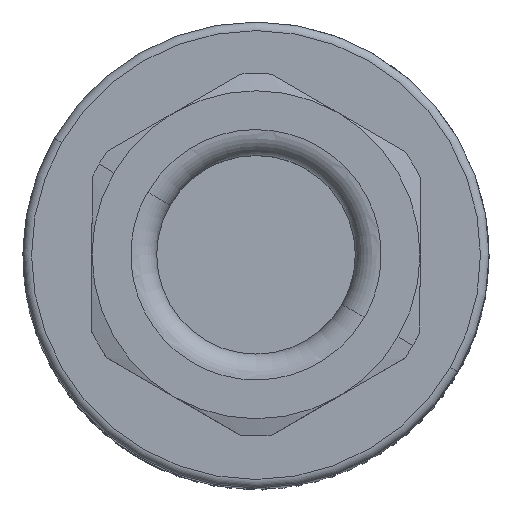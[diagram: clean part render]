
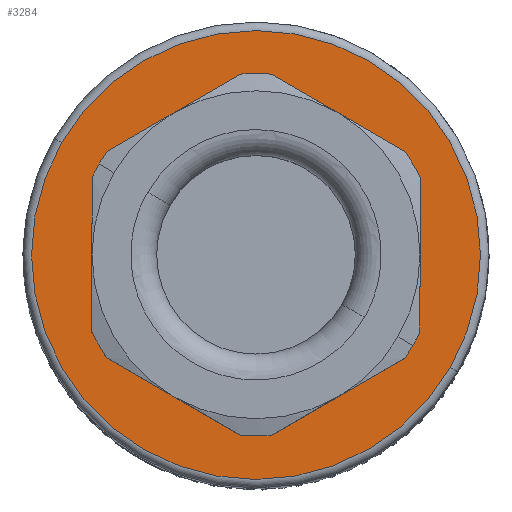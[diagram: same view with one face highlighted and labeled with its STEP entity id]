
A CAD part, top view. The second image highlights one B-rep face of the part: STEP entity #3284.
In plain terms, the highlighted planar face has unit normal (0, 0, 1).
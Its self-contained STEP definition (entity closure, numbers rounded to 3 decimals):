
#3097=AXIS2_PLACEMENT_3D('Circle Axis2P3D',#3095,#3096,$) ;
#3163=AXIS2_PLACEMENT_3D('Circle Axis2P3D',#3161,#3162,$) ;
#3218=AXIS2_PLACEMENT_3D('Plane Axis2P3D',#3215,#3216,#3217) ;
#3092=CARTESIAN_POINT('Vertex',(2.246,20.007,75.335)) ;
#3095=CARTESIAN_POINT('Axis2P3D Location',(13.5,13.5,75.335)) ;
#3099=CARTESIAN_POINT('Vertex',(24.754,6.993,75.335)) ;
#3161=CARTESIAN_POINT('Axis2P3D Location',(13.5,13.5,75.335)) ;
#3215=CARTESIAN_POINT('Axis2P3D Location',(13.5,13.5,75.335)) ;
#3225=CARTESIAN_POINT('Control Point',(5.449,18.155,75.335)) ;
#3226=CARTESIAN_POINT('Control Point',(5.897,18.931,75.335)) ;
#3227=CARTESIAN_POINT('Control Point',(6.44,19.653,75.335)) ;
#3228=CARTESIAN_POINT('Control Point',(7.067,20.306,75.335)) ;
#3229=CARTESIAN_POINT('Control Point',(8.465,21.448,75.335)) ;
#3230=CARTESIAN_POINT('Control Point',(10.095,22.224,75.335)) ;
#3231=CARTESIAN_POINT('Control Point',(10.954,22.512,75.335)) ;
#3232=CARTESIAN_POINT('Control Point',(12.722,22.876,75.335)) ;
#3233=CARTESIAN_POINT('Control Point',(14.527,22.809,75.335)) ;
#3234=CARTESIAN_POINT('Control Point',(15.421,22.666,75.335)) ;
#3235=CARTESIAN_POINT('Control Point',(17.157,22.168,75.335)) ;
#3236=CARTESIAN_POINT('Control Point',(18.725,21.272,75.335)) ;
#3237=CARTESIAN_POINT('Control Point',(19.451,20.732,75.335)) ;
#3238=CARTESIAN_POINT('Control Point',(20.758,19.486,75.335)) ;
#3239=CARTESIAN_POINT('Control Point',(21.732,17.966,75.335)) ;
#3240=CARTESIAN_POINT('Control Point',(22.125,17.15,75.335)) ;
#3241=CARTESIAN_POINT('Control Point',(22.706,15.44,75.335)) ;
#3242=CARTESIAN_POINT('Control Point',(22.864,13.642,75.335)) ;
#3243=CARTESIAN_POINT('Control Point',(22.834,12.737,75.335)) ;
#3244=CARTESIAN_POINT('Control Point',(22.623,11.382,75.335)) ;
#3245=CARTESIAN_POINT('Control Point',(22.173,10.094,75.335)) ;
#3246=CARTESIAN_POINT('Control Point',(21.992,9.665,75.335)) ;
#3247=CARTESIAN_POINT('Control Point',(21.784,9.248,75.335)) ;
#3248=CARTESIAN_POINT('Control Point',(21.551,8.845,75.335)) ;
#3249=CARTESIAN_POINT('Vertex',(5.449,18.155,75.335)) ;
#3251=CARTESIAN_POINT('Vertex',(21.551,8.845,75.335)) ;
#3255=CARTESIAN_POINT('Control Point',(21.551,8.845,75.335)) ;
#3256=CARTESIAN_POINT('Control Point',(21.103,8.069,75.335)) ;
#3257=CARTESIAN_POINT('Control Point',(20.56,7.347,75.335)) ;
#3258=CARTESIAN_POINT('Control Point',(19.933,6.694,75.335)) ;
#3259=CARTESIAN_POINT('Control Point',(18.535,5.552,75.335)) ;
#3260=CARTESIAN_POINT('Control Point',(16.905,4.776,75.335)) ;
#3261=CARTESIAN_POINT('Control Point',(16.046,4.488,75.335)) ;
#3262=CARTESIAN_POINT('Control Point',(14.278,4.124,75.335)) ;
#3263=CARTESIAN_POINT('Control Point',(12.473,4.191,75.335)) ;
#3264=CARTESIAN_POINT('Control Point',(11.579,4.334,75.335)) ;
#3265=CARTESIAN_POINT('Control Point',(9.843,4.832,75.335)) ;
#3266=CARTESIAN_POINT('Control Point',(8.275,5.728,75.335)) ;
#3267=CARTESIAN_POINT('Control Point',(7.549,6.268,75.335)) ;
#3268=CARTESIAN_POINT('Control Point',(6.242,7.514,75.335)) ;
#3269=CARTESIAN_POINT('Control Point',(5.268,9.034,75.335)) ;
#3270=CARTESIAN_POINT('Control Point',(4.875,9.85,75.335)) ;
#3271=CARTESIAN_POINT('Control Point',(4.294,11.56,75.335)) ;
#3272=CARTESIAN_POINT('Control Point',(4.136,13.358,75.335)) ;
#3273=CARTESIAN_POINT('Control Point',(4.166,14.263,75.335)) ;
#3274=CARTESIAN_POINT('Control Point',(4.377,15.618,75.335)) ;
#3275=CARTESIAN_POINT('Control Point',(4.827,16.906,75.335)) ;
#3276=CARTESIAN_POINT('Control Point',(5.008,17.335,75.335)) ;
#3277=CARTESIAN_POINT('Control Point',(5.216,17.752,75.335)) ;
#3278=CARTESIAN_POINT('Control Point',(5.449,18.155,75.335)) ;
#3096=DIRECTION('Axis2P3D Direction',(0.,0.,1.)) ;
#3162=DIRECTION('Axis2P3D Direction',(0.,0.,1.)) ;
#3216=DIRECTION('Axis2P3D Direction',(0.,0.,1.)) ;
#3217=DIRECTION('Axis2P3D XDirection',(-0.501,-0.866,0.)) ;
#3221=ORIENTED_EDGE('',*,*,#3165,.T.) ;
#3222=ORIENTED_EDGE('',*,*,#3101,.T.) ;
#3281=ORIENTED_EDGE('',*,*,#3253,.T.) ;
#3282=ORIENTED_EDGE('',*,*,#3279,.T.) ;
#3283=FACE_BOUND('',#3280,.T.) ;
#3284=ADVANCED_FACE('Hauptkoerper',(#3223,#3283),#3219,.T.) ;
#3224=B_SPLINE_CURVE_WITH_KNOTS('',5,(#3225,#3226,#3227,#3228,#3229,#3230,#3231,#3232,#3233,#3234,#3235,#3236,#3237,#3238,#3239,#3240,#3241,#3242,#3243,#3244,#3245,#3246,#3247,#3248),.UNSPECIFIED.,.F.,.U.,(6,3,3,3,3,3,3,6),(0.,6.338,12.677,19.015,25.354,31.692,38.03,41.318),.UNSPECIFIED.) ;
#3254=B_SPLINE_CURVE_WITH_KNOTS('',5,(#3255,#3256,#3257,#3258,#3259,#3260,#3261,#3262,#3263,#3264,#3265,#3266,#3267,#3268,#3269,#3270,#3271,#3272,#3273,#3274,#3275,#3276,#3277,#3278),.UNSPECIFIED.,.F.,.U.,(6,3,3,3,3,3,3,6),(0.,6.338,12.677,19.015,25.354,31.692,38.03,41.318),.UNSPECIFIED.) ;
#3098=CIRCLE('generated circle',#3097,13.) ;
#3164=CIRCLE('generated circle',#3163,13.) ;
#3101=EDGE_CURVE('',#3100,#3093,#3098,.T.) ;
#3165=EDGE_CURVE('',#3093,#3100,#3164,.T.) ;
#3253=EDGE_CURVE('',#3250,#3252,#3224,.T.) ;
#3279=EDGE_CURVE('',#3252,#3250,#3254,.T.) ;
#3220=EDGE_LOOP('',(#3221,#3222)) ;
#3280=EDGE_LOOP('',(#3281,#3282)) ;
#3223=FACE_OUTER_BOUND('',#3220,.T.) ;
#3219=PLANE('',#3218) ;
#3093=VERTEX_POINT('',#3092) ;
#3100=VERTEX_POINT('',#3099) ;
#3250=VERTEX_POINT('',#3249) ;
#3252=VERTEX_POINT('',#3251) ;
